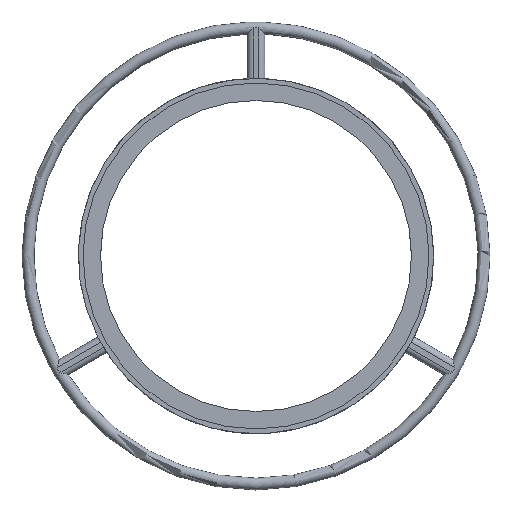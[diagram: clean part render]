
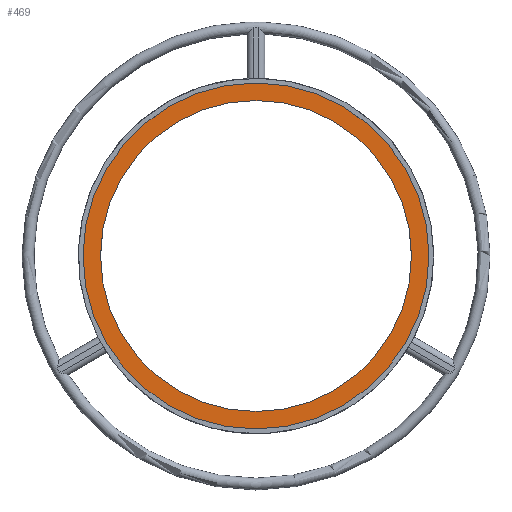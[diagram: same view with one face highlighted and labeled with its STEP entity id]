
A CAD part, top view. The second image highlights one B-rep face of the part: STEP entity #469.
In plain terms, the highlighted planar face has unit normal (0, 0, 1).
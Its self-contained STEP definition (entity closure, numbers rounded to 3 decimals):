
#38=FACE_BOUND('',#114,.T.);
#77=FACE_OUTER_BOUND('',#113,.T.);
#113=EDGE_LOOP('',(#430));
#114=EDGE_LOOP('',(#431));
#195=CIRCLE('',#521,58.4);
#196=CIRCLE('',#524,52.5);
#238=VERTEX_POINT('',#913);
#239=VERTEX_POINT('',#917);
#302=EDGE_CURVE('',#238,#238,#195,.T.);
#303=EDGE_CURVE('',#239,#239,#196,.T.);
#430=ORIENTED_EDGE('',*,*,#302,.T.);
#431=ORIENTED_EDGE('',*,*,#303,.T.);
#443=PLANE('',#525);
#469=ADVANCED_FACE('',(#77,#38),#443,.T.);
#521=AXIS2_PLACEMENT_3D('',#914,#644,#645);
#524=AXIS2_PLACEMENT_3D('',#918,#650,#651);
#525=AXIS2_PLACEMENT_3D('',#919,#652,#653);
#644=DIRECTION('center_axis',(0.,0.,1.));
#645=DIRECTION('ref_axis',(-1.,0.,0.));
#650=DIRECTION('center_axis',(0.,0.,-1.));
#651=DIRECTION('ref_axis',(-1.,0.,0.));
#652=DIRECTION('center_axis',(0.,0.,1.));
#653=DIRECTION('ref_axis',(1.,0.,0.));
#913=CARTESIAN_POINT('',(58.4,0.,2.));
#914=CARTESIAN_POINT('Origin',(0.,0.,2.));
#917=CARTESIAN_POINT('',(52.5,0.,2.));
#918=CARTESIAN_POINT('Origin',(0.,0.,2.));
#919=CARTESIAN_POINT('Origin',(0.,0.,2.));
